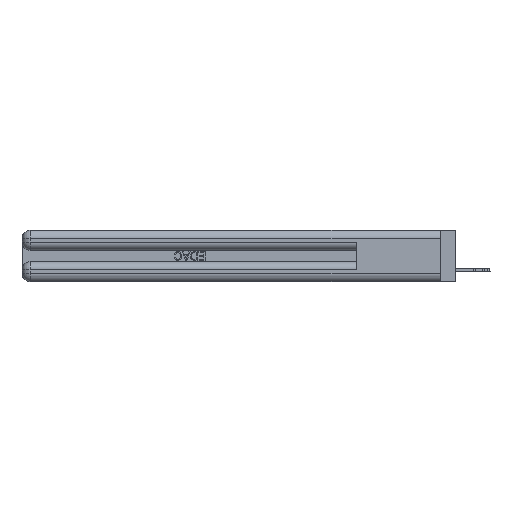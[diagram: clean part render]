
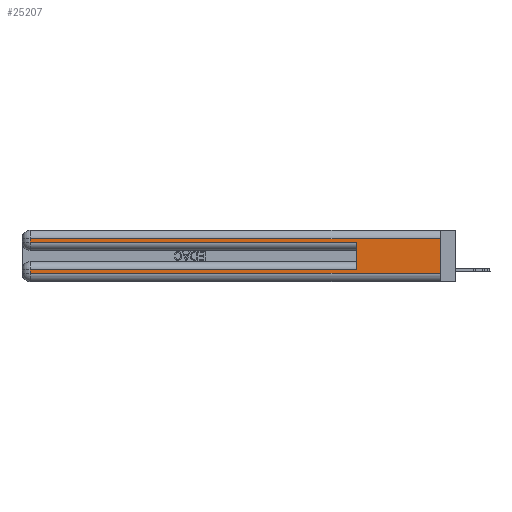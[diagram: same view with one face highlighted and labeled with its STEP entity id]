
A CAD part, left-side view. The second image highlights one B-rep face of the part: STEP entity #25207.
In plain terms, the highlighted planar face has unit normal (-1, 0, 0).
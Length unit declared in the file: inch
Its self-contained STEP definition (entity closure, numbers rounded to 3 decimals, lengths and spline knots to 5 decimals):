
#256 = VERTEX_POINT ( 'NONE', #11406 ) ;
#524 = VERTEX_POINT ( 'NONE', #11209 ) ;
#917 = VECTOR ( 'NONE', #48469, 39.37008 ) ;
#1410 = DIRECTION ( 'NONE',  ( 0., 0., -1. ) ) ;
#2682 = DIRECTION ( 'NONE',  ( 0., 1., 0. ) ) ;
#2988 = DIRECTION ( 'NONE',  ( 0., -1., 0. ) ) ;
#3189 = LINE ( 'NONE', #13106, #45379 ) ;
#3342 = EDGE_CURVE ( 'NONE', #32301, #29886, #40337, .T. ) ;
#4186 = DIRECTION ( 'NONE',  ( 0., 0., -1. ) ) ;
#4454 = VECTOR ( 'NONE', #29419, 39.37008 ) ;
#5359 = VECTOR ( 'NONE', #2988, 39.37008 ) ;
#7274 = ORIENTED_EDGE ( 'NONE', *, *, #11510, .T. ) ;
#8308 = PLANE ( 'NONE',  #37482 ) ;
#9001 = CARTESIAN_POINT ( 'NONE',  ( 0., 0.6, 0.085 ) ) ;
#9315 = DIRECTION ( 'NONE',  ( 0., 1., 0. ) ) ;
#10069 = EDGE_LOOP ( 'NONE', ( #19247, #30064, #39687, #21223, #27984, #7274, #22887, #28035 ) ) ;
#11209 = CARTESIAN_POINT ( 'NONE',  ( 0., 2.94, 0.285 ) ) ;
#11406 = CARTESIAN_POINT ( 'NONE',  ( 0., 0., 0.06 ) ) ;
#11510 = EDGE_CURVE ( 'NONE', #21469, #47515, #35236, .T. ) ;
#13106 = CARTESIAN_POINT ( 'NONE',  ( 0., 0., 0.285 ) ) ;
#14034 = CARTESIAN_POINT ( 'NONE',  ( 0., 2.94, 0.085 ) ) ;
#14506 = VERTEX_POINT ( 'NONE', #49476 ) ;
#14773 = VECTOR ( 'NONE', #9315, 39.37008 ) ;
#15075 = LINE ( 'NONE', #38044, #5359 ) ;
#16122 = EDGE_CURVE ( 'NONE', #32301, #256, #44379, .T. ) ;
#16802 = EDGE_CURVE ( 'NONE', #47515, #14506, #20800, .T. ) ;
#18158 = FACE_OUTER_BOUND ( 'NONE', #10069, .T. ) ;
#19247 = ORIENTED_EDGE ( 'NONE', *, *, #16122, .F. ) ;
#19294 = VERTEX_POINT ( 'NONE', #26553 ) ;
#20007 = CARTESIAN_POINT ( 'NONE',  ( 0., 0., 0.37 ) ) ;
#20244 = VECTOR ( 'NONE', #25004, 39.37008 ) ;
#20800 = LINE ( 'NONE', #49161, #4454 ) ;
#21223 = ORIENTED_EDGE ( 'NONE', *, *, #43016, .T. ) ;
#21469 = VERTEX_POINT ( 'NONE', #9001 ) ;
#21916 = CARTESIAN_POINT ( 'NONE',  ( 0., 0., 0.31 ) ) ;
#22887 = ORIENTED_EDGE ( 'NONE', *, *, #16802, .T. ) ;
#25004 = DIRECTION ( 'NONE',  ( 0., 0., 1. ) ) ;
#25207 = ADVANCED_FACE ( 'NONE', ( #18158 ), #8308, .F. ) ;
#25917 = VECTOR ( 'NONE', #1410, 39.37008 ) ;
#26553 = CARTESIAN_POINT ( 'NONE',  ( 0., 0.6, 0.285 ) ) ;
#27063 = LINE ( 'NONE', #35632, #25917 ) ;
#27149 = DIRECTION ( 'NONE',  ( 1., 0., 0. ) ) ;
#27984 = ORIENTED_EDGE ( 'NONE', *, *, #28239, .F. ) ;
#28035 = ORIENTED_EDGE ( 'NONE', *, *, #30880, .T. ) ;
#28239 = EDGE_CURVE ( 'NONE', #21469, #19294, #49198, .T. ) ;
#28926 = CARTESIAN_POINT ( 'NONE',  ( 0., 2.94, 0.31 ) ) ;
#29419 = DIRECTION ( 'NONE',  ( 0., 0., -1. ) ) ;
#29864 = CARTESIAN_POINT ( 'NONE',  ( 0., 0., 0.31 ) ) ;
#29886 = VERTEX_POINT ( 'NONE', #28926 ) ;
#30064 = ORIENTED_EDGE ( 'NONE', *, *, #3342, .T. ) ;
#30880 = EDGE_CURVE ( 'NONE', #14506, #256, #15075, .T. ) ;
#32301 = VERTEX_POINT ( 'NONE', #29864 ) ;
#35236 = LINE ( 'NONE', #39869, #14773 ) ;
#35632 = CARTESIAN_POINT ( 'NONE',  ( 0., 2.94, 0.37 ) ) ;
#36305 = CARTESIAN_POINT ( 'NONE',  ( 0., 0.6, 0.145 ) ) ;
#37411 = VECTOR ( 'NONE', #2682, 39.37008 ) ;
#37482 = AXIS2_PLACEMENT_3D ( 'NONE', #20007, #27149, #4186 ) ;
#38044 = CARTESIAN_POINT ( 'NONE',  ( 0., 0., 0.06 ) ) ;
#39687 = ORIENTED_EDGE ( 'NONE', *, *, #48724, .T. ) ;
#39869 = CARTESIAN_POINT ( 'NONE',  ( 0., 0., 0.085 ) ) ;
#40103 = DIRECTION ( 'NONE',  ( 0., -1., 0. ) ) ;
#40200 = CARTESIAN_POINT ( 'NONE',  ( 0., 0., 0.37 ) ) ;
#40337 = LINE ( 'NONE', #21916, #37411 ) ;
#43016 = EDGE_CURVE ( 'NONE', #524, #19294, #3189, .T. ) ;
#44379 = LINE ( 'NONE', #40200, #917 ) ;
#45379 = VECTOR ( 'NONE', #40103, 39.37008 ) ;
#47515 = VERTEX_POINT ( 'NONE', #14034 ) ;
#48469 = DIRECTION ( 'NONE',  ( 0., 0., -1. ) ) ;
#48724 = EDGE_CURVE ( 'NONE', #29886, #524, #27063, .T. ) ;
#49161 = CARTESIAN_POINT ( 'NONE',  ( 0., 2.94, 0.37 ) ) ;
#49198 = LINE ( 'NONE', #36305, #20244 ) ;
#49476 = CARTESIAN_POINT ( 'NONE',  ( 0., 2.94, 0.06 ) ) ;
